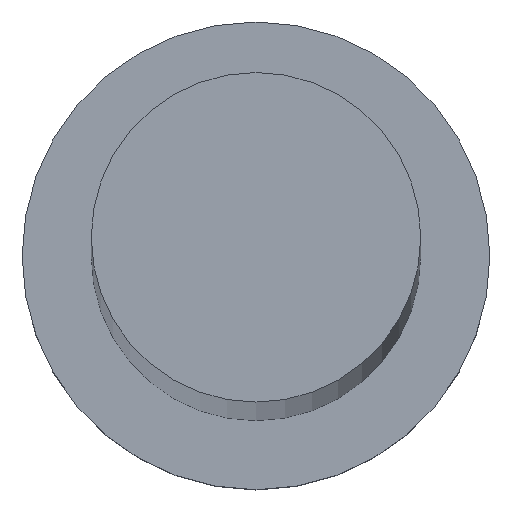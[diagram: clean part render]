
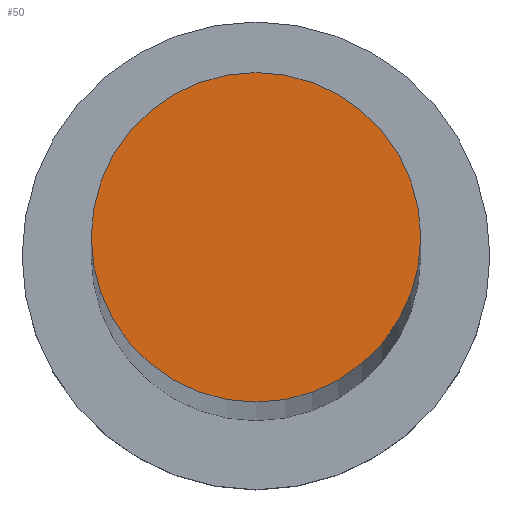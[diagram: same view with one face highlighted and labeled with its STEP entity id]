
A CAD part, top view. The second image highlights one B-rep face of the part: STEP entity #50.
In plain terms, the highlighted planar face has unit normal (0, 0, 1).
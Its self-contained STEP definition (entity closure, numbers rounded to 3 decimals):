
#3 = CIRCLE ( 'NONE', #247, 7.75 ) ;
#4 = DIRECTION ( 'NONE',  ( 1., 0., 0. ) ) ;
#21 = ORIENTED_EDGE ( 'NONE', *, *, #127, .T. ) ;
#36 = DIRECTION ( 'NONE',  ( 1., 0., 0. ) ) ;
#38 = CARTESIAN_POINT ( 'NONE',  ( 0., 0., 507. ) ) ;
#50 = ADVANCED_FACE ( 'NONE', ( #139 ), #73, .T. ) ;
#57 = EDGE_LOOP ( 'NONE', ( #138, #21 ) ) ;
#62 = AXIS2_PLACEMENT_3D ( 'NONE', #70, #232, #197 ) ;
#63 = CARTESIAN_POINT ( 'NONE',  ( -7.75, 0., 507. ) ) ;
#70 = CARTESIAN_POINT ( 'NONE',  ( 0., 0., 507. ) ) ;
#73 = PLANE ( 'NONE',  #246 ) ;
#98 = DIRECTION ( 'NONE',  ( 0., 0., 1. ) ) ;
#103 = CARTESIAN_POINT ( 'NONE',  ( 7.75, 0., 507. ) ) ;
#115 = DIRECTION ( 'NONE',  ( 0., 0., 1. ) ) ;
#127 = EDGE_CURVE ( 'NONE', #202, #214, #3, .T. ) ;
#138 = ORIENTED_EDGE ( 'NONE', *, *, #158, .T. ) ;
#139 = FACE_OUTER_BOUND ( 'NONE', #57, .T. ) ;
#153 = CIRCLE ( 'NONE', #62, 7.75 ) ;
#158 = EDGE_CURVE ( 'NONE', #214, #202, #153, .T. ) ;
#179 = CARTESIAN_POINT ( 'NONE',  ( 0., 0., 507. ) ) ;
#197 = DIRECTION ( 'NONE',  ( 1., 0., 0. ) ) ;
#202 = VERTEX_POINT ( 'NONE', #103 ) ;
#214 = VERTEX_POINT ( 'NONE', #63 ) ;
#232 = DIRECTION ( 'NONE',  ( 0., 0., 1. ) ) ;
#246 = AXIS2_PLACEMENT_3D ( 'NONE', #179, #98, #36 ) ;
#247 = AXIS2_PLACEMENT_3D ( 'NONE', #38, #115, #4 ) ;
